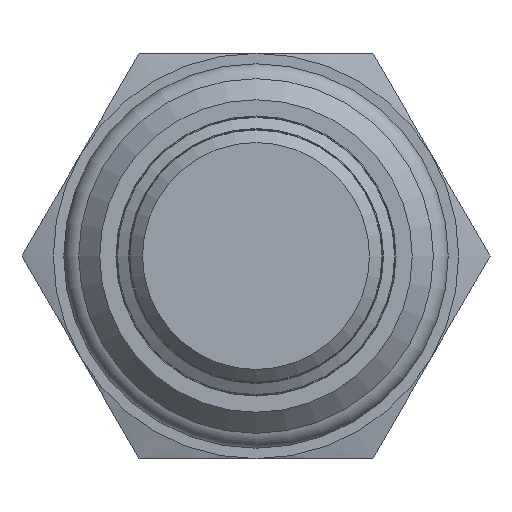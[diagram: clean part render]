
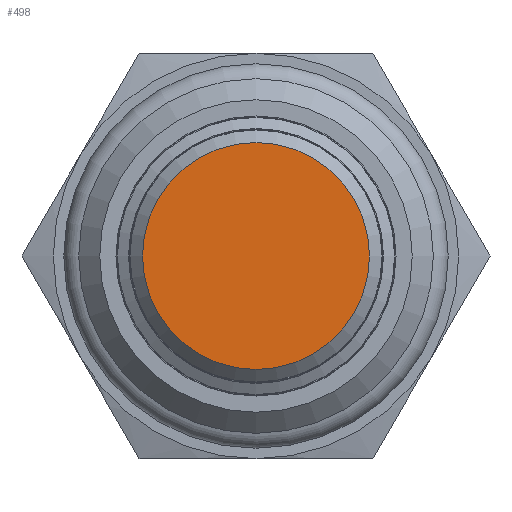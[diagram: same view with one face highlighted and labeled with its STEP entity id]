
A CAD part, front view. The second image highlights one B-rep face of the part: STEP entity #498.
In plain terms, the highlighted planar face has unit normal (0, -1, 0).
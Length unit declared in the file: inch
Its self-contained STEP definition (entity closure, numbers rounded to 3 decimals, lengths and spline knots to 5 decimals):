
#458=CARTESIAN_POINT('',(0.,-2.1325,-0.28));
#459=VERTEX_POINT('',#458);
#460=CARTESIAN_POINT('',(0.0,-2.1325,0.0));
#461=DIRECTION('',(0.0,1.0,0.0));
#462=DIRECTION('',(0.0,0.0,1.0));
#463=AXIS2_PLACEMENT_3D('',#460,#461,#462);
#464=CIRCLE('',#463,0.28);
#465=EDGE_CURVE('',#459,#459,#464,.T.);
#490=CARTESIAN_POINT('',(0.0,-2.1325,0.0));
#491=DIRECTION('',(0.0,-1.0,0.0));
#492=DIRECTION('',(-1.0,0.0,0.0));
#493=AXIS2_PLACEMENT_3D('',#490,#491,#492);
#494=PLANE('',#493);
#495=ORIENTED_EDGE('',*,*,#465,.F.);
#496=EDGE_LOOP('',(#495));
#497=FACE_OUTER_BOUND('',#496,.T.);
#498=ADVANCED_FACE('',(#497),#494,.T.);
